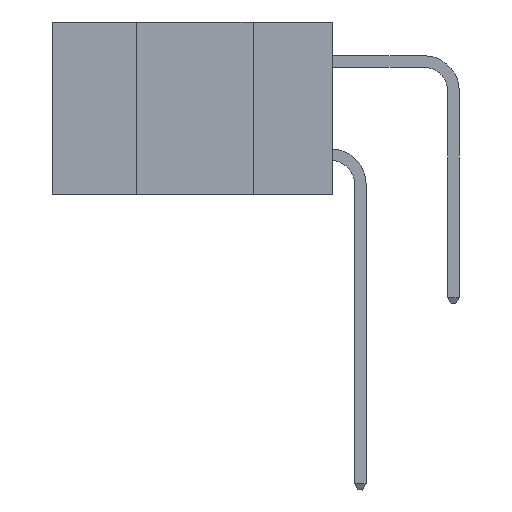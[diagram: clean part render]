
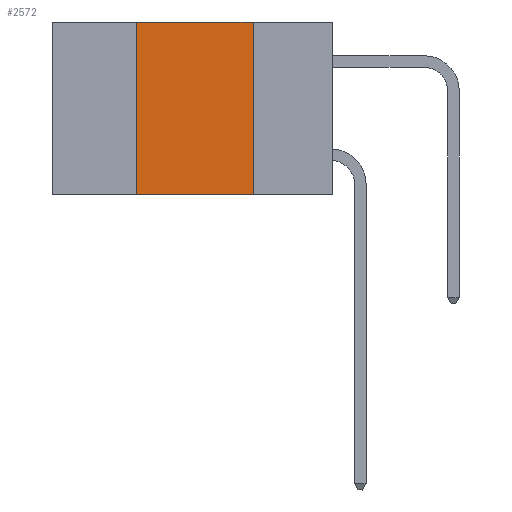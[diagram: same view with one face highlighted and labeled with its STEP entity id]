
A CAD part, left-side view. The second image highlights one B-rep face of the part: STEP entity #2572.
In plain terms, the highlighted planar face has unit normal (-1, 0, 0).
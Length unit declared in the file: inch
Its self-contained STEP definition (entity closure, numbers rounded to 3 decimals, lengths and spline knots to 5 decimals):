
#1166 = ORIENTED_EDGE ( 'NONE', *, *, #6855, .T. ) ;
#1223 = EDGE_CURVE ( 'NONE', #3915, #8311, #12698, .T. ) ;
#1412 = FACE_OUTER_BOUND ( 'NONE', #9378, .T. ) ;
#1487 = CARTESIAN_POINT ( 'NONE',  ( 0., 0.6, -0.37 ) ) ;
#1494 = DIRECTION ( 'NONE',  ( 0., 0., -1. ) ) ;
#1960 = DIRECTION ( 'NONE',  ( 0., 0., 1. ) ) ;
#2572 = ADVANCED_FACE ( 'NONE', ( #1412 ), #8723, .F. ) ;
#2652 = CARTESIAN_POINT ( 'NONE',  ( 0., 0.42, -0.37 ) ) ;
#3915 = VERTEX_POINT ( 'NONE', #5970 ) ;
#4608 = VECTOR ( 'NONE', #12711, 39.37008 ) ;
#5155 = LINE ( 'NONE', #1487, #4608 ) ;
#5356 = ORIENTED_EDGE ( 'NONE', *, *, #6098, .F. ) ;
#5808 = CARTESIAN_POINT ( 'NONE',  ( 0., 0.17, -0.37 ) ) ;
#5970 = CARTESIAN_POINT ( 'NONE',  ( 0., 0.42, 0. ) ) ;
#6098 = EDGE_CURVE ( 'NONE', #14419, #3915, #9491, .T. ) ;
#6310 = ORIENTED_EDGE ( 'NONE', *, *, #1223, .F. ) ;
#6447 = CARTESIAN_POINT ( 'NONE',  ( 0., 0.6, 0. ) ) ;
#6520 = VECTOR ( 'NONE', #7684, 39.37008 ) ;
#6651 = VECTOR ( 'NONE', #15541, 39.37008 ) ;
#6855 = EDGE_CURVE ( 'NONE', #14419, #13538, #5155, .T. ) ;
#6962 = LINE ( 'NONE', #5808, #6651 ) ;
#7684 = DIRECTION ( 'NONE',  ( 0., -1., 0. ) ) ;
#8311 = VERTEX_POINT ( 'NONE', #12117 ) ;
#8723 = PLANE ( 'NONE',  #15160 ) ;
#9378 = EDGE_LOOP ( 'NONE', ( #14059, #6310, #5356, #1166 ) ) ;
#9491 = LINE ( 'NONE', #12017, #14279 ) ;
#11222 = CARTESIAN_POINT ( 'NONE',  ( 0., 0.17, -0.37 ) ) ;
#11248 = DIRECTION ( 'NONE',  ( 1., 0., 0. ) ) ;
#12017 = CARTESIAN_POINT ( 'NONE',  ( 0., 0.42, -0.37 ) ) ;
#12117 = CARTESIAN_POINT ( 'NONE',  ( 0., 0.17, 0. ) ) ;
#12698 = LINE ( 'NONE', #6447, #6520 ) ;
#12711 = DIRECTION ( 'NONE',  ( 0., -1., 0. ) ) ;
#13538 = VERTEX_POINT ( 'NONE', #11222 ) ;
#14059 = ORIENTED_EDGE ( 'NONE', *, *, #14462, .F. ) ;
#14279 = VECTOR ( 'NONE', #1960, 39.37008 ) ;
#14419 = VERTEX_POINT ( 'NONE', #2652 ) ;
#14462 = EDGE_CURVE ( 'NONE', #8311, #13538, #6962, .T. ) ;
#15160 = AXIS2_PLACEMENT_3D ( 'NONE', #15218, #11248, #1494 ) ;
#15218 = CARTESIAN_POINT ( 'NONE',  ( 0., 0.6, 0. ) ) ;
#15541 = DIRECTION ( 'NONE',  ( 0., 0., -1. ) ) ;
